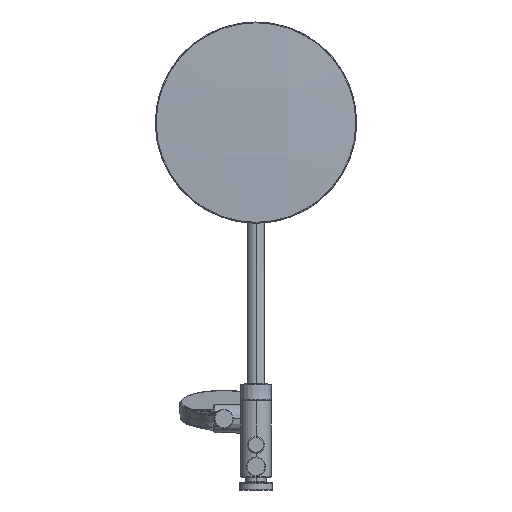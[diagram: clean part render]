
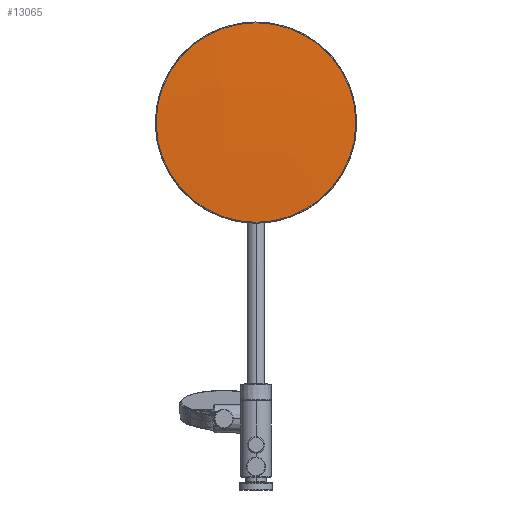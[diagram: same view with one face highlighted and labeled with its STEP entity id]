
A CAD part, front view. The second image highlights one B-rep face of the part: STEP entity #13065.
In plain terms, the highlighted free-form (B-spline) face has degree [3, 3] with [4, 4] control points.
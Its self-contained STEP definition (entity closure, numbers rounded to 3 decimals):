
#211 = CARTESIAN_POINT ( 'NONE',  ( -126.279, 999.006, 572.921 ) ) ;
#706 = CARTESIAN_POINT ( 'NONE',  ( -42.375, 989.403, 489.121 ) ) ;
#2529 = CARTESIAN_POINT ( 'NONE',  ( -42.375, 987.941, 404.883 ) ) ;
#2887 = CIRCLE ( 'NONE', #13262, 124.039 ) ;
#3448 = DIRECTION ( 'NONE',  ( 1., 0., 0. ) ) ;
#8071 = VERTEX_POINT ( 'NONE', #8438 ) ;
#8079 = CARTESIAN_POINT ( 'NONE',  ( 0., 993.66, 447.182 ) ) ;
#8186 = DIRECTION ( 'NONE',  ( 0., -1., 0.017 ) ) ;
#8438 = CARTESIAN_POINT ( 'NONE',  ( 124.039, 993.66, 447.182 ) ) ;
#10047 = EDGE_CURVE ( 'NONE', #8071, #19803, #18449, .T. ) ;
#10168 = CARTESIAN_POINT ( 'NONE',  ( -42.375, 994.943, 573.189 ) ) ;
#10257 = CARTESIAN_POINT ( 'NONE',  ( 125.531, 998.97, 572.923 ) ) ;
#13043 = DIRECTION ( 'NONE',  ( 1., 0., 0. ) ) ;
#13065 = ADVANCED_FACE ( 'NONE', ( #21345 ), #13225, .T. ) ;
#13225 =( BOUNDED_SURFACE ( )  B_SPLINE_SURFACE ( 3, 3, ( 
 ( #27810, #28104, #14038, #211 ),
 ( #16311, #2529, #706, #10168 ),
 ( #26363, #17009, #16802, #16910 ),
 ( #23776, #26164, #19333, #10257 ) ),
 .UNSPECIFIED., .F., .F., .F. ) 
 B_SPLINE_SURFACE_WITH_KNOTS ( ( 4, 4 ),
 ( 4, 4 ),
 ( 0., 1. ),
 ( 0., 1. ),
 .UNSPECIFIED. ) 
 GEOMETRIC_REPRESENTATION_ITEM ( )  RATIONAL_B_SPLINE_SURFACE ( (
 ( 1., 0.999, 0.999, 1.),
 ( 0.999, 0.998, 0.998, 0.999),
 ( 0.999, 0.998, 0.998, 0.999),
 ( 1., 0.999, 0.999, 1.) ) ) 
 REPRESENTATION_ITEM ( '' )  SURFACE ( )  );
#13262 = AXIS2_PLACEMENT_3D ( 'NONE', #26514, #21796, #3448 ) ;
#14038 = CARTESIAN_POINT ( 'NONE',  ( -126.279, 993.474, 488.984 ) ) ;
#16311 = CARTESIAN_POINT ( 'NONE',  ( -42.375, 990.562, 320.674 ) ) ;
#16802 = CARTESIAN_POINT ( 'NONE',  ( 41.627, 989.391, 489.121 ) ) ;
#16904 = ORIENTED_EDGE ( 'NONE', *, *, #20996, .T. ) ;
#16910 = CARTESIAN_POINT ( 'NONE',  ( 41.627, 994.931, 573.189 ) ) ;
#17009 = CARTESIAN_POINT ( 'NONE',  ( 41.627, 987.929, 404.883 ) ) ;
#18449 = CIRCLE ( 'NONE', #27246, 124.039 ) ;
#19333 = CARTESIAN_POINT ( 'NONE',  ( 125.531, 993.437, 488.986 ) ) ;
#19803 = VERTEX_POINT ( 'NONE', #28470 ) ;
#20996 = EDGE_CURVE ( 'NONE', #19803, #8071, #2887, .T. ) ;
#21137 = EDGE_LOOP ( 'NONE', ( #28969, #16904 ) ) ;
#21345 = FACE_OUTER_BOUND ( 'NONE', #21137, .T. ) ;
#21796 = DIRECTION ( 'NONE',  ( 0., -1., 0.017 ) ) ;
#23776 = CARTESIAN_POINT ( 'NONE',  ( 125.531, 994.595, 320.799 ) ) ;
#26164 = CARTESIAN_POINT ( 'NONE',  ( 125.531, 991.978, 404.878 ) ) ;
#26363 = CARTESIAN_POINT ( 'NONE',  ( 41.627, 990.55, 320.673 ) ) ;
#26514 = CARTESIAN_POINT ( 'NONE',  ( 0., 993.66, 447.182 ) ) ;
#27246 = AXIS2_PLACEMENT_3D ( 'NONE', #8079, #8186, #13043 ) ;
#27810 = CARTESIAN_POINT ( 'NONE',  ( -126.279, 994.631, 320.8 ) ) ;
#28104 = CARTESIAN_POINT ( 'NONE',  ( -126.279, 992.014, 404.878 ) ) ;
#28470 = CARTESIAN_POINT ( 'NONE',  ( -124.039, 993.66, 447.182 ) ) ;
#28969 = ORIENTED_EDGE ( 'NONE', *, *, #10047, .T. ) ;
